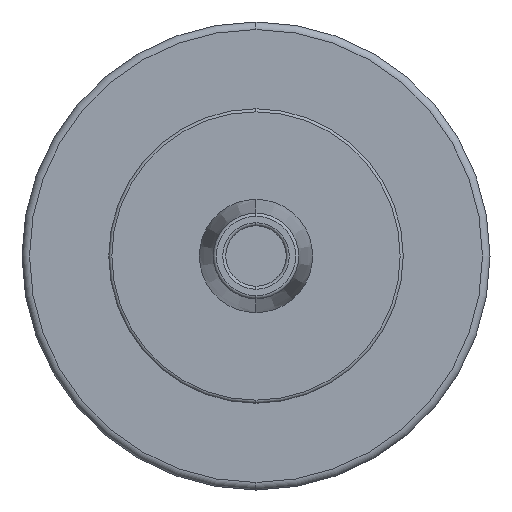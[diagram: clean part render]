
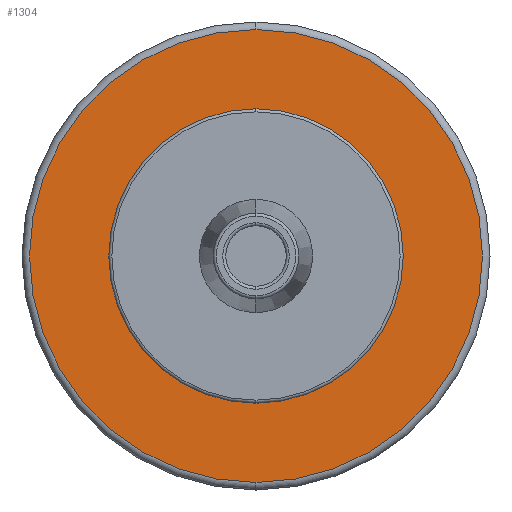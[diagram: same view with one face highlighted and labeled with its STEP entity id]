
A CAD part, left-side view. The second image highlights one B-rep face of the part: STEP entity #1304.
In plain terms, the highlighted planar face has unit normal (-1, 0, 0).
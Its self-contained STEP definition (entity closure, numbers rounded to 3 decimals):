
#46 = DIRECTION ( 'NONE',  ( -1., 0., 0. ) ) ;
#53 = CIRCLE ( 'NONE', #315, 15. ) ;
#102 = AXIS2_PLACEMENT_3D ( 'NONE', #670, #46, #1178 ) ;
#114 = CIRCLE ( 'NONE', #102, 15. ) ;
#164 = EDGE_LOOP ( 'NONE', ( #258, #957 ) ) ;
#167 = AXIS2_PLACEMENT_3D ( 'NONE', #187, #419, #1116 ) ;
#179 = DIRECTION ( 'NONE',  ( -1., 0., 0. ) ) ;
#180 = VERTEX_POINT ( 'NONE', #1272 ) ;
#187 = CARTESIAN_POINT ( 'NONE',  ( 27., 9.75, 0. ) ) ;
#205 = CARTESIAN_POINT ( 'NONE',  ( 27., 0., 0. ) ) ;
#233 = CARTESIAN_POINT ( 'NONE',  ( 27., 0., 15. ) ) ;
#258 = ORIENTED_EDGE ( 'NONE', *, *, #1070, .F. ) ;
#265 = CIRCLE ( 'NONE', #786, 9.75 ) ;
#285 = CARTESIAN_POINT ( 'NONE',  ( 27., 0., -9.75 ) ) ;
#315 = AXIS2_PLACEMENT_3D ( 'NONE', #205, #921, #603 ) ;
#319 = VERTEX_POINT ( 'NONE', #1307 ) ;
#321 = EDGE_CURVE ( 'NONE', #379, #319, #53, .T. ) ;
#355 = ORIENTED_EDGE ( 'NONE', *, *, #321, .T. ) ;
#379 = VERTEX_POINT ( 'NONE', #233 ) ;
#385 = FACE_BOUND ( 'NONE', #164, .T. ) ;
#395 = ORIENTED_EDGE ( 'NONE', *, *, #1153, .T. ) ;
#419 = DIRECTION ( 'NONE',  ( 1., 0., 0. ) ) ;
#426 = FACE_OUTER_BOUND ( 'NONE', #842, .T. ) ;
#520 = CARTESIAN_POINT ( 'NONE',  ( 27., 0., 0. ) ) ;
#566 = CARTESIAN_POINT ( 'NONE',  ( 27., 0., 0. ) ) ;
#603 = DIRECTION ( 'NONE',  ( 0., 0., -1. ) ) ;
#670 = CARTESIAN_POINT ( 'NONE',  ( 27., 0., 0. ) ) ;
#736 = DIRECTION ( 'NONE',  ( 0., 0., 1. ) ) ;
#786 = AXIS2_PLACEMENT_3D ( 'NONE', #566, #179, #888 ) ;
#842 = EDGE_LOOP ( 'NONE', ( #395, #355 ) ) ;
#888 = DIRECTION ( 'NONE',  ( 0., 0., 1. ) ) ;
#921 = DIRECTION ( 'NONE',  ( -1., 0., 0. ) ) ;
#927 = DIRECTION ( 'NONE',  ( -1., 0., 0. ) ) ;
#957 = ORIENTED_EDGE ( 'NONE', *, *, #1220, .F. ) ;
#983 = AXIS2_PLACEMENT_3D ( 'NONE', #520, #927, #736 ) ;
#1070 = EDGE_CURVE ( 'NONE', #180, #1266, #1134, .T. ) ;
#1107 = PLANE ( 'NONE',  #167 ) ;
#1116 = DIRECTION ( 'NONE',  ( 0., 0., -1. ) ) ;
#1134 = CIRCLE ( 'NONE', #983, 9.75 ) ;
#1153 = EDGE_CURVE ( 'NONE', #319, #379, #114, .T. ) ;
#1178 = DIRECTION ( 'NONE',  ( 0., 0., -1. ) ) ;
#1220 = EDGE_CURVE ( 'NONE', #1266, #180, #265, .T. ) ;
#1266 = VERTEX_POINT ( 'NONE', #285 ) ;
#1272 = CARTESIAN_POINT ( 'NONE',  ( 27., 0., 9.75 ) ) ;
#1304 = ADVANCED_FACE ( 'NONE', ( #426, #385 ), #1107, .F. ) ;
#1307 = CARTESIAN_POINT ( 'NONE',  ( 27., 0., -15. ) ) ;
